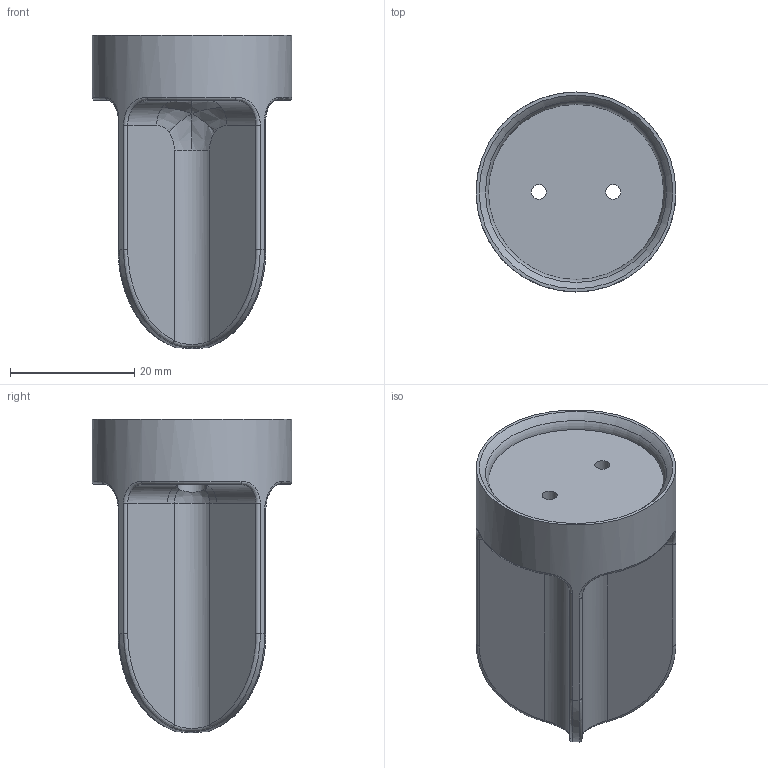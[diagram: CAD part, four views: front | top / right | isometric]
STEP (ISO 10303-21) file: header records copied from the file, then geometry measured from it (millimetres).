
FILE_DESCRIPTION(/* description */ ('','CAx-IF Rec.Pracs.---Representation and Presentation of Product Manufacturing Information (PMI)---4.0---2014-10-13'),/* implementation_level */ '2;1');
FILE_NAME(/* name */ 'Drone Leg v1 v3.step',/* time_stamp */ '2025-01-25T18:58:20+02:00',/* author */ (''),/* organization */ (''),/* preprocessor_version */ 'ST-DEVELOPER v20',/* originating_system */ 'Autodesk Translation Framework v13.20.0.188',/* authorisation */ '');
FILE_SCHEMA (('AP242_MANAGED_MODEL_BASED_3D_ENGINEERING_MIM_LF { 1 0 10303 442 1 1 4 }'));
Length unit declared in the file: millimetre
Products named in the file (1): Drone Leg v1
Bounding box: 32.2 x 32.2 x 50.5 mm (x, y, z)
Volume: 12080.3 mm3; surface area: 7139.5 mm2
Topology: 1 solids, 1 shells, 87 faces, 206 edges, 122 vertices
Faces by surface type: bspline 35, cylinder 29, plane 17, torus 6
Full cylindrical faces by diameter (mm): 2.4 x2, 4.7 x2, 32.2 x1
Entity records: 3670 total; most frequent: CARTESIAN_POINT 1788, ORIENTED_EDGE 412, DIRECTION 347, EDGE_CURVE 206, AXIS2_PLACEMENT_3D 149, VERTEX_POINT 122, CIRCLE 96, EDGE_LOOP 92
